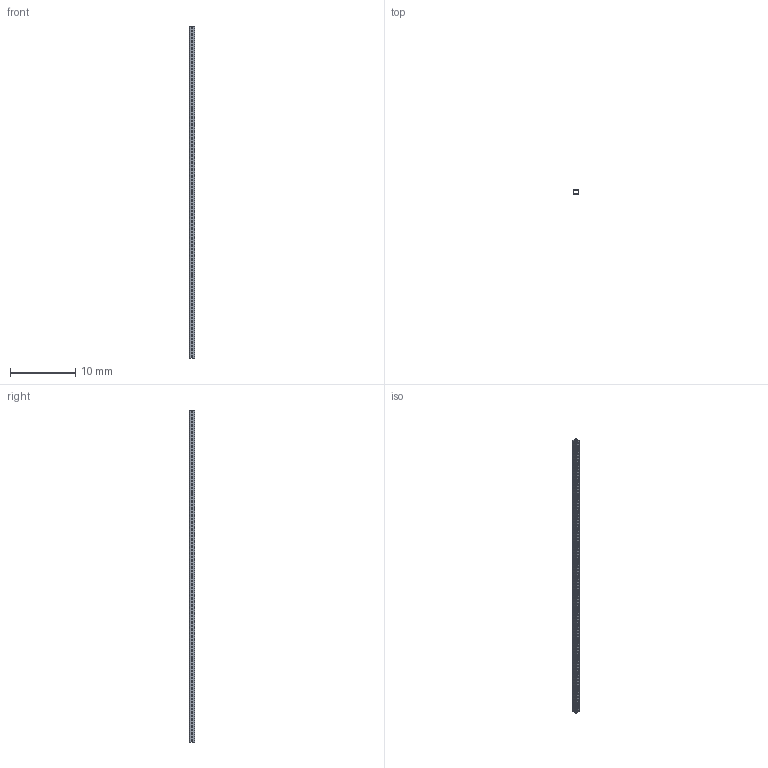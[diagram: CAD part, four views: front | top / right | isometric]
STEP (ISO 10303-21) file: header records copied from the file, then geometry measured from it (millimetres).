
FILE_DESCRIPTION(/* description */ (''),/* implementation_level */ '2;1');
FILE_NAME(/* name */ 'Square Tubing with Holes',/* time_stamp */ '2024-12-09T23:15:11-05:00',/* author */ (''),/* organization */ (''),/* preprocessor_version */ 'ST-DEVELOPER v19.2',/* originating_system */ 'Rhino 8.13',/* authorisation */ '');
FILE_SCHEMA (('CONFIG_CONTROL_DESIGN'));
Length unit declared in the file: inch
Products named in the file (1): Document
Bounding box: 0.79 x 0.79 x 50.8 mm (x, y, z)
Volume: 7.1 mm3; surface area: 273.1 mm2
Topology: 1 solids, 1 shells, 786 faces, 2352 edges, 1568 vertices
Faces by surface type: cylinder 776, plane 10
Entity records: 32146 total; most frequent: CARTESIAN_POINT 8612, ORIENTED_EDGE 4704, DIRECTION 3894, EDGE_CURVE 2352, AXIS2_PLACEMENT_3D 2340, VERTEX_POINT 1568, EDGE_LOOP 1556, TRIMMED_CURVE 1552
